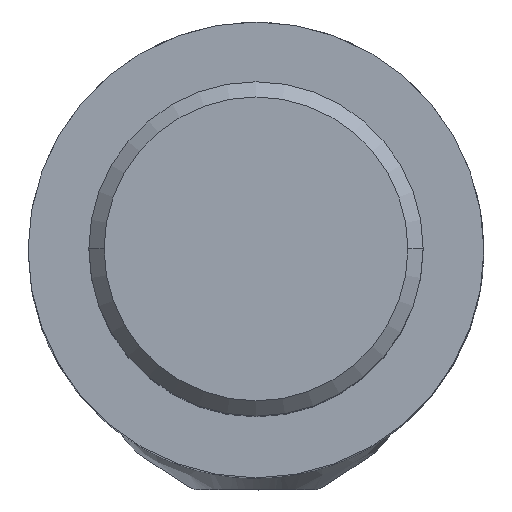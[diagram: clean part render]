
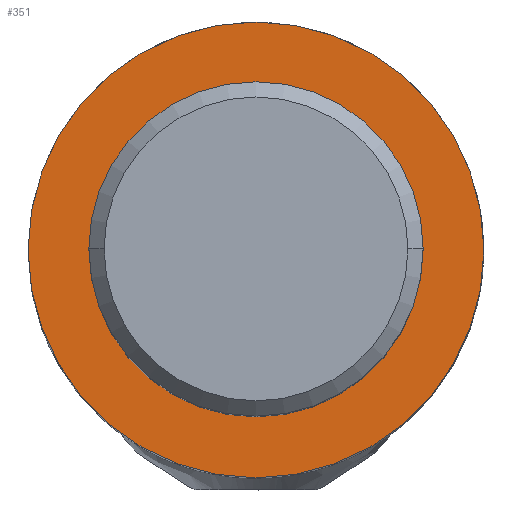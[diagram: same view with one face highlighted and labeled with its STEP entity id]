
A CAD part, top view. The second image highlights one B-rep face of the part: STEP entity #351.
In plain terms, the highlighted planar face has unit normal (0, 0, 1).
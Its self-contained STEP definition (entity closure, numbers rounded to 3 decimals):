
#68 = CARTESIAN_POINT ( 'NONE',  ( 0., 0., 15. ) ) ;
#202 = EDGE_CURVE ( 'NONE', #1861, #1906, #1768, .T. ) ;
#234 = DIRECTION ( 'NONE',  ( 0., 0., 1. ) ) ;
#269 = AXIS2_PLACEMENT_3D ( 'NONE', #2183, #379, #1065 ) ;
#275 = VERTEX_POINT ( 'NONE', #2017 ) ;
#315 = AXIS2_PLACEMENT_3D ( 'NONE', #68, #1679, #2622 ) ;
#322 = DIRECTION ( 'NONE',  ( -1., 0., 0. ) ) ;
#351 = ADVANCED_FACE ( 'NONE', ( #2537, #460 ), #1399, .T. ) ;
#379 = DIRECTION ( 'NONE',  ( 0., 0., -1. ) ) ;
#429 = EDGE_CURVE ( 'NONE', #275, #2358, #1619, .T. ) ;
#460 = FACE_BOUND ( 'NONE', #1462, .T. ) ;
#475 = CARTESIAN_POINT ( 'NONE',  ( 6., 0., 15. ) ) ;
#644 = ORIENTED_EDGE ( 'NONE', *, *, #429, .T. ) ;
#662 = ORIENTED_EDGE ( 'NONE', *, *, #202, .F. ) ;
#670 = AXIS2_PLACEMENT_3D ( 'NONE', #1912, #967, #952 ) ;
#726 = CARTESIAN_POINT ( 'NONE',  ( 0., 0., 15. ) ) ;
#903 = EDGE_LOOP ( 'NONE', ( #662, #1160 ) ) ;
#952 = DIRECTION ( 'NONE',  ( -1., 0., 0. ) ) ;
#967 = DIRECTION ( 'NONE',  ( 0., 0., -1. ) ) ;
#1065 = DIRECTION ( 'NONE',  ( -1., 0., 0. ) ) ;
#1160 = ORIENTED_EDGE ( 'NONE', *, *, #2453, .F. ) ;
#1176 = CARTESIAN_POINT ( 'NONE',  ( -6., 0., 15. ) ) ;
#1187 = DIRECTION ( 'NONE',  ( 0., 0., -1. ) ) ;
#1216 = CIRCLE ( 'NONE', #670, 6. ) ;
#1399 = PLANE ( 'NONE',  #2597 ) ;
#1416 = AXIS2_PLACEMENT_3D ( 'NONE', #726, #1187, #322 ) ;
#1462 = EDGE_LOOP ( 'NONE', ( #1529, #644 ) ) ;
#1529 = ORIENTED_EDGE ( 'NONE', *, *, #2211, .T. ) ;
#1619 = CIRCLE ( 'NONE', #315, 4.2 ) ;
#1679 = DIRECTION ( 'NONE',  ( 0., 0., -1. ) ) ;
#1768 = CIRCLE ( 'NONE', #269, 6. ) ;
#1861 = VERTEX_POINT ( 'NONE', #1176 ) ;
#1906 = VERTEX_POINT ( 'NONE', #475 ) ;
#1912 = CARTESIAN_POINT ( 'NONE',  ( 0., 0., 15. ) ) ;
#2017 = CARTESIAN_POINT ( 'NONE',  ( 4.2, 0., 15. ) ) ;
#2183 = CARTESIAN_POINT ( 'NONE',  ( 0., 0., 15. ) ) ;
#2211 = EDGE_CURVE ( 'NONE', #2358, #275, #2672, .T. ) ;
#2312 = CARTESIAN_POINT ( 'NONE',  ( 0., 0., 15. ) ) ;
#2345 = DIRECTION ( 'NONE',  ( 1., 0., 0. ) ) ;
#2358 = VERTEX_POINT ( 'NONE', #2897 ) ;
#2453 = EDGE_CURVE ( 'NONE', #1906, #1861, #1216, .T. ) ;
#2537 = FACE_OUTER_BOUND ( 'NONE', #903, .T. ) ;
#2597 = AXIS2_PLACEMENT_3D ( 'NONE', #2312, #234, #2345 ) ;
#2622 = DIRECTION ( 'NONE',  ( -1., 0., 0. ) ) ;
#2672 = CIRCLE ( 'NONE', #1416, 4.2 ) ;
#2897 = CARTESIAN_POINT ( 'NONE',  ( -4.2, 0., 15. ) ) ;
